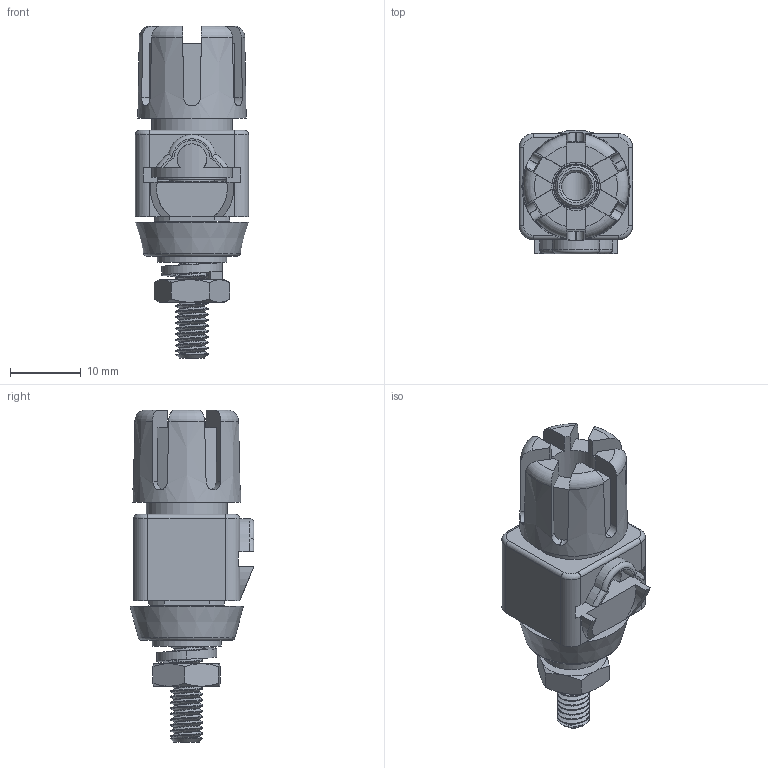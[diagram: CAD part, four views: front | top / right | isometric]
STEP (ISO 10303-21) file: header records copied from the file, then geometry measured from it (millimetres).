
FILE_DESCRIPTION(/* description */ (''),/* implementation_level */ '2;1');
FILE_NAME(/* name */ 'CL15942A.stp',/* time_stamp */ '2025-10-03T14:21:23+01:00',/* author */ ('TOttley'),/* organization */ (''),/* preprocessor_version */ 'ST-DEVELOPER v20',/* originating_system */ 'Autodesk Inventor 2025',/* authorisation */ '');
FILE_SCHEMA (('AUTOMOTIVE_DESIGN { 1 0 10303 214 3 1 1 }'));
Length unit declared in the file: millimetre
Products named in the file (1): Part2
Bounding box: 16 x 17.5 x 46.9 mm (x, y, z)
Volume: 5492.4 mm3; surface area: 5921.5 mm2
Topology: 3 solids, 23 shells, 616 faces, 1625 edges, 1077 vertices
Faces by surface type: plane 338, cylinder 174, bspline 65, cone 25, torus 14
Full cylindrical faces by diameter (mm): 2 x4, 4.05 x2, 4.6 x20, 4.9 x2, 5.25 x1, 6.35 x6, 6.75 x1, 6.85 x1, 9.5 x2, 9.7 x1, 9.75 x1, 9.8 x1, 11.4 x1, 12 x1
Entity records: 34412 total; most frequent: CARTESIAN_POINT 19090, ORIENTED_EDGE 3254, DIRECTION 2735, EDGE_CURVE 1627, VERTEX_POINT 1080, AXIS2_PLACEMENT_3D 921, LINE 893, VECTOR 893
